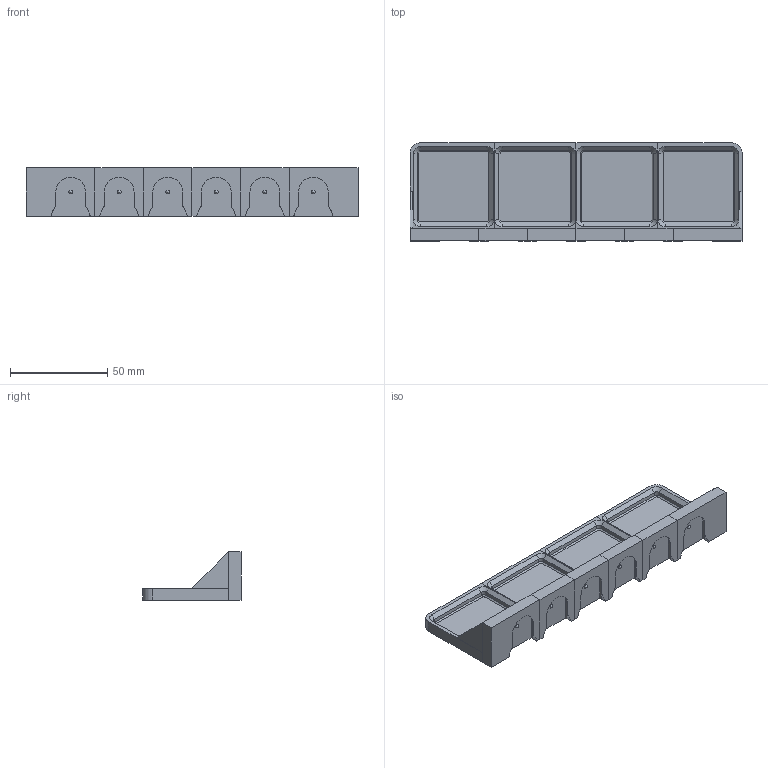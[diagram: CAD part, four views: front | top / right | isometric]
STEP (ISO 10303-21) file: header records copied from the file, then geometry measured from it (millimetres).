
FILE_DESCRIPTION(('HOOPS Exchange Step'),'2;1');
FILE_NAME('temp_export','2024-07-24T20:21:14+02:00',('ddanier'),('Shapr3D Limited'),'HOOPS Exchange 2024.2','Shapr3D','Authorized');
FILE_SCHEMA( ('AUTOMOTIVE_DESIGN { 1 0 10303 214 1 1 1 1 }') );
Length unit declared in the file: millimetre
Products named in the file (1): Gridfinity 4x1 shelve
Bounding box: 171 x 50.5 x 25 mm (x, y, z)
Volume: 37933.3 mm3; surface area: 36491.6 mm2
Topology: 12 solids, 12 shells, 250 faces, 572 edges, 350 vertices
Faces by surface type: plane 164, cone 44, cylinder 30, bspline 12
Entity records: 7253 total; most frequent: CARTESIAN_POINT 1665, ORIENTED_EDGE 1132, DIRECTION 1118, EDGE_CURVE 566, VECTOR 432, LINE 432, VERTEX_POINT 350, AXIS2_PLACEMENT_3D 343
